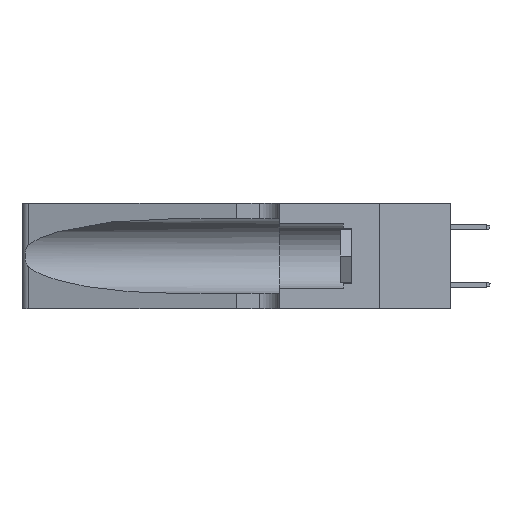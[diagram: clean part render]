
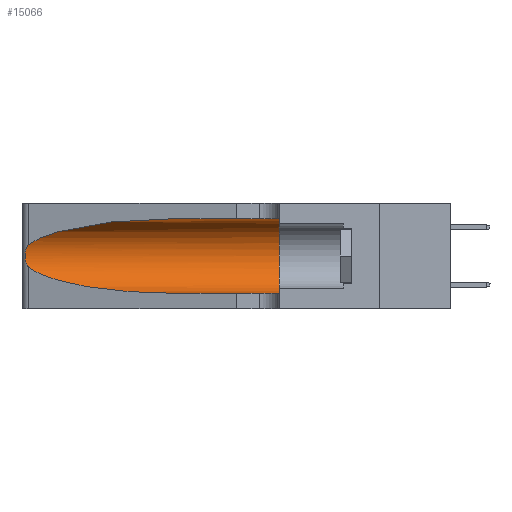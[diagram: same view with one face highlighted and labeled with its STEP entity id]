
A CAD part, left-side view. The second image highlights one B-rep face of the part: STEP entity #15066.
In plain terms, the highlighted cylindrical face has radius 3.308 mm (diameter 6.617 mm), a partial arc.
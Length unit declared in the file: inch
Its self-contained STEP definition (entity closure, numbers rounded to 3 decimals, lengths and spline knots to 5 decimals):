
#49 = CIRCLE ( 'NONE', #21601, 0.13025 ) ;
#71 = CYLINDRICAL_SURFACE ( 'NONE', #5700, 0.13025 ) ;
#201 = VECTOR ( 'NONE', #1382, 39.37008 ) ;
#318 = CARTESIAN_POINT ( 'NONE',  ( 0.2373, 1.15595, 0.08982 ) ) ;
#1024 = DIRECTION ( 'NONE',  ( 0., -1., 0. ) ) ;
#1103 = CARTESIAN_POINT ( 'NONE',  ( 0.25487, 1.22718, 0.22369 ) ) ;
#1382 = DIRECTION ( 'NONE',  ( 0., -1., 0. ) ) ;
#1426 = VERTEX_POINT ( 'NONE', #21277 ) ;
#1471 = EDGE_CURVE ( 'NONE', #1426, #16233, #49, .T. ) ;
#1674 = CARTESIAN_POINT ( 'NONE',  ( 0.25487, 1.22718, 0.14631 ) ) ;
#2197 = CARTESIAN_POINT ( 'NONE',  ( 0.1305, 0.35, 0.05475 ) ) ;
#2481 = CARTESIAN_POINT ( 'NONE',  ( 0.1305, 1.61858, 0.31525 ) ) ;
#2647 = CARTESIAN_POINT ( 'NONE',  ( 0.1305, 0.72297, 0.05475 ) ) ;
#2885 = ORIENTED_EDGE ( 'NONE', *, *, #12849, .F. ) ;
#3686 = CARTESIAN_POINT ( 'NONE',  ( 0.1305, 0.72297, 0.05475 ) ) ;
#3974 = CARTESIAN_POINT ( 'NONE',  ( 0.25639, 1.23186, 0.15144 ) ) ;
#4447 = EDGE_CURVE ( 'NONE', #5833, #5063, #18386, .T. ) ;
#5063 = VERTEX_POINT ( 'NONE', #6503 ) ;
#5451 = CARTESIAN_POINT ( 'NONE',  ( 0.1305, 0.35, 0.185 ) ) ;
#5471 = CARTESIAN_POINT ( 'NONE',  ( 0.1305, 1.61858, 0.185 ) ) ;
#5654 = CARTESIAN_POINT ( 'NONE',  ( 0.25487, 1.22718, 0.22369 ) ) ;
#5700 = AXIS2_PLACEMENT_3D ( 'NONE', #5471, #17581, #17241 ) ;
#5833 = VERTEX_POINT ( 'NONE', #6757 ) ;
#6489 = EDGE_CURVE ( 'NONE', #5063, #16197, #17413, .T. ) ;
#6503 = CARTESIAN_POINT ( 'NONE',  ( 0.25487, 1.22718, 0.14631 ) ) ;
#6686 = VECTOR ( 'NONE', #1024, 39.37008 ) ;
#6757 = CARTESIAN_POINT ( 'NONE',  ( 0.25487, 1.22718, 0.22369 ) ) ;
#7904 = EDGE_LOOP ( 'NONE', ( #8659, #16793, #18766, #16443, #9986, #2885 ) ) ;
#8103 = VERTEX_POINT ( 'NONE', #11498 ) ;
#8659 = ORIENTED_EDGE ( 'NONE', *, *, #8760, .T. ) ;
#8760 = EDGE_CURVE ( 'NONE', #8103, #5833, #19013, .T. ) ;
#9029 = DIRECTION ( 'NONE',  ( 0., 0., 1. ) ) ;
#9122 = CARTESIAN_POINT ( 'NONE',  ( 0.25854, 1.2359, 0.20912 ) ) ;
#9351 = CARTESIAN_POINT ( 'NONE',  ( 0.26017, 1.23833, 0.17102 ) ) ;
#9986 = ORIENTED_EDGE ( 'NONE', *, *, #1471, .F. ) ;
#10603 = DIRECTION ( 'NONE',  ( 0., 1., 0. ) ) ;
#11043 = CARTESIAN_POINT ( 'NONE',  ( 0.26075, 1.23896, 0.178 ) ) ;
#11109 = CARTESIAN_POINT ( 'NONE',  ( 0.2373, 1.15595, 0.28018 ) ) ;
#11268 = CARTESIAN_POINT ( 'NONE',  ( 0.26075, 1.23896, 0.19203 ) ) ;
#11498 = CARTESIAN_POINT ( 'NONE',  ( 0.1305, 0.72297, 0.31525 ) ) ;
#11723 = CARTESIAN_POINT ( 'NONE',  ( 0.1305, 1.61858, 0.05475 ) ) ;
#12723 = CARTESIAN_POINT ( 'NONE',  ( 0.25555, 1.22994, 0.2215 ) ) ;
#12820 = LINE ( 'NONE', #2481, #6686 ) ;
#12849 = EDGE_CURVE ( 'NONE', #8103, #1426, #12820, .T. ) ;
#13771 = FACE_OUTER_BOUND ( 'NONE', #7904, .T. ) ;
#14178 = CARTESIAN_POINT ( 'NONE',  ( 0.25856, 1.23593, 0.16098 ) ) ;
#14615 = CARTESIAN_POINT ( 'NONE',  ( 0.25639, 1.23184, 0.21858 ) ) ;
#15066 = ADVANCED_FACE ( 'NONE', ( #13771 ), #71, .F. ) ;
#16176 = CARTESIAN_POINT ( 'NONE',  ( 0.25789, 1.23486, 0.15765 ) ) ;
#16197 = VERTEX_POINT ( 'NONE', #2647 ) ;
#16233 = VERTEX_POINT ( 'NONE', #2197 ) ;
#16443 = ORIENTED_EDGE ( 'NONE', *, *, #19218, .T. ) ;
#16614 = CARTESIAN_POINT ( 'NONE',  ( 0.25487, 1.22718, 0.14631 ) ) ;
#16678 = CARTESIAN_POINT ( 'NONE',  ( 0.18966, 0.96281, 0.31525 ) ) ;
#16793 = ORIENTED_EDGE ( 'NONE', *, *, #4447, .T. ) ;
#17241 = DIRECTION ( 'NONE',  ( 0., 0., -1. ) ) ;
#17413 =( BOUNDED_CURVE ( )  B_SPLINE_CURVE ( 3, ( #1674, #318, #20880, #3686 ),
 .UNSPECIFIED., .F., .F. ) 
 B_SPLINE_CURVE_WITH_KNOTS ( ( 4, 4 ),
 ( 3.44316, 4.71239 ),
 .UNSPECIFIED. ) 
 CURVE ( )  GEOMETRIC_REPRESENTATION_ITEM ( )  RATIONAL_B_SPLINE_CURVE ( ( 1., 0.87, 0.87, 1. ) ) 
 REPRESENTATION_ITEM ( '' )  );
#17581 = DIRECTION ( 'NONE',  ( 0., -1., 0. ) ) ;
#17642 = CARTESIAN_POINT ( 'NONE',  ( 0.25555, 1.22993, 0.14849 ) ) ;
#18386 = B_SPLINE_CURVE_WITH_KNOTS ( 'NONE', 3,
 ( #5654, #12723, #14615, #19364, #9122, #19577, #11268, #11043, #9351, #14178, #16176, #3974, #17642, #16614 ),
 .UNSPECIFIED., .F., .F.,
 ( 4, 2, 2, 2, 2, 2, 4 ),
 ( 0., 0.00027, 0.00053, 0.00107, 0.0016, 0.00187, 0.00214 ),
 .UNSPECIFIED. ) ;
#18766 = ORIENTED_EDGE ( 'NONE', *, *, #6489, .T. ) ;
#19013 =( BOUNDED_CURVE ( )  B_SPLINE_CURVE ( 3, ( #19856, #16678, #11109, #1103 ),
 .UNSPECIFIED., .F., .F. ) 
 B_SPLINE_CURVE_WITH_KNOTS ( ( 4, 4 ),
 ( 1.5708, 2.84003 ),
 .UNSPECIFIED. ) 
 CURVE ( )  GEOMETRIC_REPRESENTATION_ITEM ( )  RATIONAL_B_SPLINE_CURVE ( ( 1., 0.87, 0.87, 1. ) ) 
 REPRESENTATION_ITEM ( '' )  );
#19218 = EDGE_CURVE ( 'NONE', #16197, #16233, #22049, .T. ) ;
#19364 = CARTESIAN_POINT ( 'NONE',  ( 0.25787, 1.23484, 0.2124 ) ) ;
#19577 = CARTESIAN_POINT ( 'NONE',  ( 0.26018, 1.23835, 0.19895 ) ) ;
#19856 = CARTESIAN_POINT ( 'NONE',  ( 0.1305, 0.72297, 0.31525 ) ) ;
#20880 = CARTESIAN_POINT ( 'NONE',  ( 0.18966, 0.96281, 0.05475 ) ) ;
#21277 = CARTESIAN_POINT ( 'NONE',  ( 0.1305, 0.35, 0.31525 ) ) ;
#21601 = AXIS2_PLACEMENT_3D ( 'NONE', #5451, #10603, #9029 ) ;
#22049 = LINE ( 'NONE', #11723, #201 ) ;
